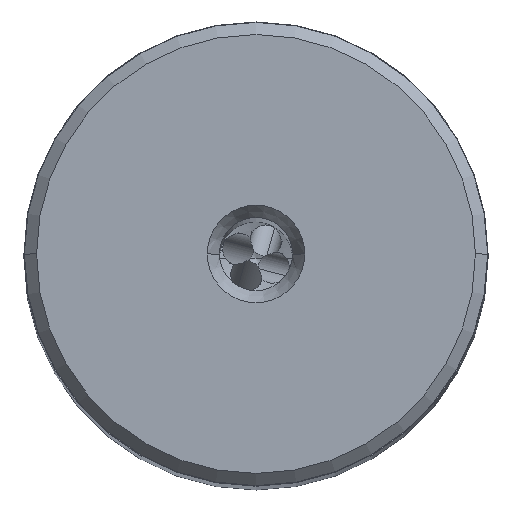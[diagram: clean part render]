
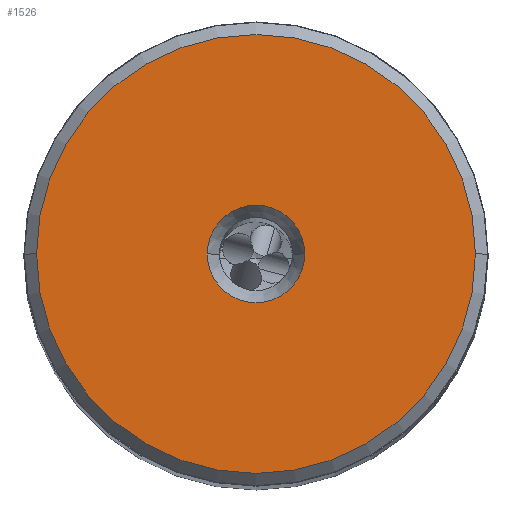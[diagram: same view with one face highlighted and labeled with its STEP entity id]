
A CAD part, top view. The second image highlights one B-rep face of the part: STEP entity #1526.
In plain terms, the highlighted planar face has unit normal (0, 0, 1).
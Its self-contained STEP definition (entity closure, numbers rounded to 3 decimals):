
#1526=ADVANCED_FACE('',(#1946,#1947),#1867,.T.);
#1867=PLANE('',#6827);
#1946=FACE_BOUND('',#1976,.T.);
#1947=FACE_BOUND('',#1977,.T.);
#1976=EDGE_LOOP('',(#2332,#2333));
#1977=EDGE_LOOP('',(#2334,#2335));
#2332=ORIENTED_EDGE('',*,*,#5102,.F.);
#2333=ORIENTED_EDGE('',*,*,#5103,.F.);
#2334=ORIENTED_EDGE('',*,*,#5104,.F.);
#2335=ORIENTED_EDGE('',*,*,#5105,.F.);
#4400=VERTEX_POINT('',#9522);
#4401=VERTEX_POINT('',#9523);
#4402=VERTEX_POINT('',#9526);
#4403=VERTEX_POINT('',#9527);
#5102=EDGE_CURVE('',#4400,#4401,#6136,.T.);
#5103=EDGE_CURVE('',#4401,#4400,#6137,.T.);
#5104=EDGE_CURVE('',#4402,#4403,#6138,.T.);
#5105=EDGE_CURVE('',#4403,#4402,#6139,.T.);
#6136=CIRCLE('',#6823,18.011);
#6137=CIRCLE('',#6824,18.011);
#6138=CIRCLE('',#6825,4.);
#6139=CIRCLE('',#6826,4.);
#6823=AXIS2_PLACEMENT_3D('',#9521,#7666,#7667);
#6824=AXIS2_PLACEMENT_3D('',#9524,#7668,#7669);
#6825=AXIS2_PLACEMENT_3D('',#9525,#7670,#7671);
#6826=AXIS2_PLACEMENT_3D('',#9528,#7672,#7673);
#6827=AXIS2_PLACEMENT_3D('',#9529,#7674,#7675);
#7666=DIRECTION('',(0.,0.,-1.));
#7667=DIRECTION('',(-1.,0.,0.));
#7668=DIRECTION('',(0.,0.,-1.));
#7669=DIRECTION('',(1.,0.,0.));
#7670=DIRECTION('',(0.,0.,1.));
#7671=DIRECTION('',(-1.,0.,0.));
#7672=DIRECTION('',(0.,0.,1.));
#7673=DIRECTION('',(1.,0.,0.));
#7674=DIRECTION('',(0.,0.,1.));
#7675=DIRECTION('',(1.,0.,0.));
#9521=CARTESIAN_POINT('',(0.,0.,0.));
#9522=CARTESIAN_POINT('',(-18.011,0.,0.));
#9523=CARTESIAN_POINT('',(18.011,0.,0.));
#9524=CARTESIAN_POINT('',(0.,0.,0.));
#9525=CARTESIAN_POINT('',(0.,0.,0.));
#9526=CARTESIAN_POINT('',(-4.,0.,0.));
#9527=CARTESIAN_POINT('',(4.,0.,0.));
#9528=CARTESIAN_POINT('',(0.,0.,0.));
#9529=CARTESIAN_POINT('',(0.,0.,0.));
